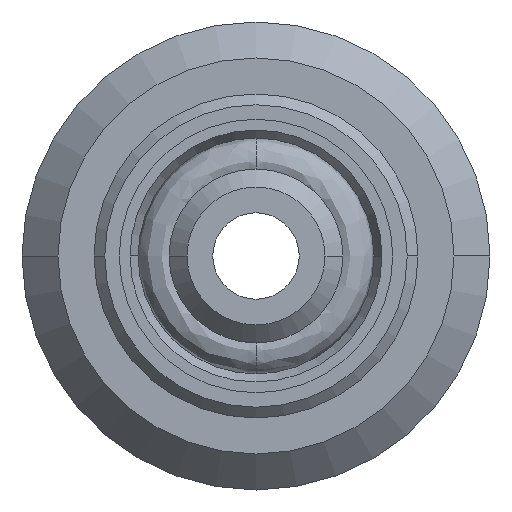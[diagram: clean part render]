
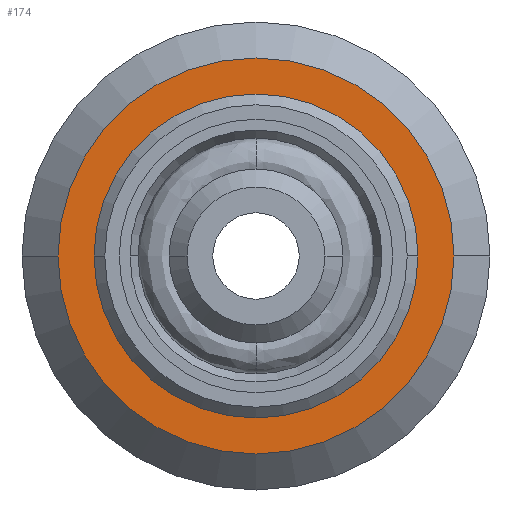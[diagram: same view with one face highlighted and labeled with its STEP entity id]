
A CAD part, front view. The second image highlights one B-rep face of the part: STEP entity #174.
In plain terms, the highlighted planar face has unit normal (0, -1, 0).
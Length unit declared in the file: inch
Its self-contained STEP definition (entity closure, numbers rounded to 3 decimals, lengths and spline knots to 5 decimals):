
#93 = EDGE_CURVE ( 'NONE', #528, #1504, #1967, .T. ) ;
#138 = PLANE ( 'NONE',  #990 ) ;
#174 = ADVANCED_FACE ( 'NONE', ( #262, #1908 ), #138, .T. ) ;
#218 = VERTEX_POINT ( 'NONE', #1072 ) ;
#262 = FACE_BOUND ( 'NONE', #1483, .T. ) ;
#263 = DIRECTION ( 'NONE',  ( 0., 1., 0. ) ) ;
#323 = EDGE_CURVE ( 'NONE', #1842, #218, #1834, .T. ) ;
#528 = VERTEX_POINT ( 'NONE', #1042 ) ;
#638 = AXIS2_PLACEMENT_3D ( 'NONE', #1816, #844, #1980 ) ;
#682 = DIRECTION ( 'NONE',  ( 0., 1., 0. ) ) ;
#731 = AXIS2_PLACEMENT_3D ( 'NONE', #895, #882, #864 ) ;
#843 = ORIENTED_EDGE ( 'NONE', *, *, #1144, .F. ) ;
#844 = DIRECTION ( 'NONE',  ( 0., 1., 0. ) ) ;
#864 = DIRECTION ( 'NONE',  ( -1., 0., 0. ) ) ;
#882 = DIRECTION ( 'NONE',  ( 0., 1., 0. ) ) ;
#895 = CARTESIAN_POINT ( 'NONE',  ( 0., 0.35433, 0. ) ) ;
#990 = AXIS2_PLACEMENT_3D ( 'NONE', #1355, #1383, #1385 ) ;
#1042 = CARTESIAN_POINT ( 'NONE',  ( 0.21654, 0.35433, 0. ) ) ;
#1072 = CARTESIAN_POINT ( 'NONE',  ( 0.17717, 0.35433, 0. ) ) ;
#1144 = EDGE_CURVE ( 'NONE', #1504, #528, #1429, .T. ) ;
#1216 = CARTESIAN_POINT ( 'NONE',  ( 0., 0.35433, 0. ) ) ;
#1257 = CIRCLE ( 'NONE', #638, 0.17717 ) ;
#1305 = ORIENTED_EDGE ( 'NONE', *, *, #1496, .T. ) ;
#1311 = CARTESIAN_POINT ( 'NONE',  ( -0.21654, 0.35433, 0. ) ) ;
#1355 = CARTESIAN_POINT ( 'NONE',  ( -0.19685, 0.35433, 0. ) ) ;
#1367 = DIRECTION ( 'NONE',  ( -1., 0., 0. ) ) ;
#1374 = EDGE_LOOP ( 'NONE', ( #843, #1587 ) ) ;
#1383 = DIRECTION ( 'NONE',  ( 0., -1., 0. ) ) ;
#1385 = DIRECTION ( 'NONE',  ( 0., 0., -1. ) ) ;
#1429 = CIRCLE ( 'NONE', #1692, 0.21654 ) ;
#1435 = CARTESIAN_POINT ( 'NONE',  ( 0., 0.35433, 0. ) ) ;
#1483 = EDGE_LOOP ( 'NONE', ( #1960, #1305 ) ) ;
#1496 = EDGE_CURVE ( 'NONE', #218, #1842, #1257, .T. ) ;
#1504 = VERTEX_POINT ( 'NONE', #1311 ) ;
#1532 = DIRECTION ( 'NONE',  ( -1., 0., 0. ) ) ;
#1587 = ORIENTED_EDGE ( 'NONE', *, *, #93, .F. ) ;
#1678 = AXIS2_PLACEMENT_3D ( 'NONE', #1435, #682, #1532 ) ;
#1692 = AXIS2_PLACEMENT_3D ( 'NONE', #1216, #263, #1367 ) ;
#1816 = CARTESIAN_POINT ( 'NONE',  ( 0., 0.35433, 0. ) ) ;
#1834 = CIRCLE ( 'NONE', #731, 0.17717 ) ;
#1842 = VERTEX_POINT ( 'NONE', #2031 ) ;
#1908 = FACE_OUTER_BOUND ( 'NONE', #1374, .T. ) ;
#1960 = ORIENTED_EDGE ( 'NONE', *, *, #323, .T. ) ;
#1967 = CIRCLE ( 'NONE', #1678, 0.21654 ) ;
#1980 = DIRECTION ( 'NONE',  ( -1., 0., 0. ) ) ;
#2031 = CARTESIAN_POINT ( 'NONE',  ( -0.17717, 0.35433, 0. ) ) ;
